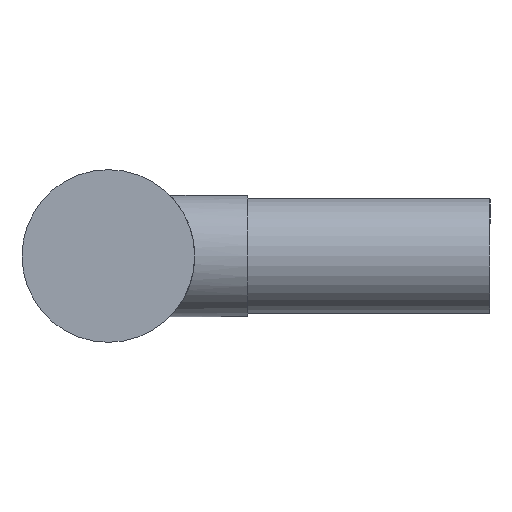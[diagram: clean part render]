
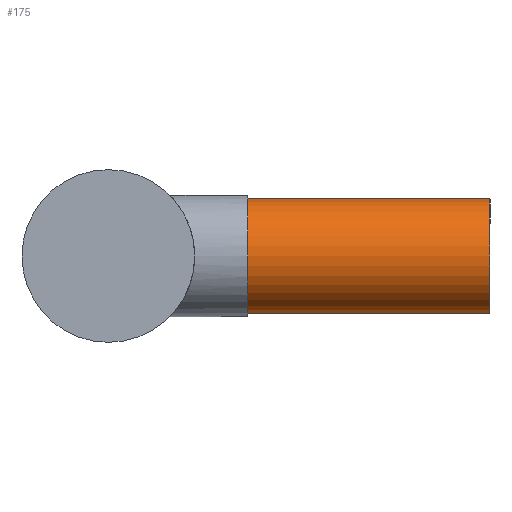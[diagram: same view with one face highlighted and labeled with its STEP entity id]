
A CAD part, left-side view. The second image highlights one B-rep face of the part: STEP entity #175.
In plain terms, the highlighted cylindrical face has radius 1.9 mm (diameter 3.8 mm), a full revolution.
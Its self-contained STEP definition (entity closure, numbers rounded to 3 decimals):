
#94=FACE_BOUND('',#239,.T.);
#95=FACE_BOUND('',#240,.T.);
#142=CIRCLE('',#470,1.9);
#143=CIRCLE('',#472,1.9);
#175=ADVANCED_FACE('',(#94,#95),#207,.T.);
#207=CYLINDRICAL_SURFACE('',#473,1.9);
#239=EDGE_LOOP('',(#302));
#240=EDGE_LOOP('',(#303));
#302=ORIENTED_EDGE('',*,*,#420,.T.);
#303=ORIENTED_EDGE('',*,*,#419,.F.);
#381=VERTEX_POINT('',#704);
#382=VERTEX_POINT('',#707);
#419=EDGE_CURVE('',#381,#381,#142,.T.);
#420=EDGE_CURVE('',#382,#382,#143,.T.);
#470=AXIS2_PLACEMENT_3D('',#703,#548,#549);
#472=AXIS2_PLACEMENT_3D('',#706,#552,#553);
#473=AXIS2_PLACEMENT_3D('',#708,#554,#555);
#548=DIRECTION('',(0.,-1.,0.));
#549=DIRECTION('',(-1.,0.,0.));
#552=DIRECTION('',(0.,-1.,0.));
#553=DIRECTION('',(-1.,0.,0.));
#554=DIRECTION('',(0.,1.,0.));
#555=DIRECTION('',(-1.,0.,0.));
#703=CARTESIAN_POINT('',(1.718,-5.352,4.213));
#704=CARTESIAN_POINT('',(-0.182,-5.352,4.213));
#706=CARTESIAN_POINT('',(1.718,2.648,4.213));
#707=CARTESIAN_POINT('',(-0.182,2.648,4.213));
#708=CARTESIAN_POINT('',(1.718,-5.352,4.213));
